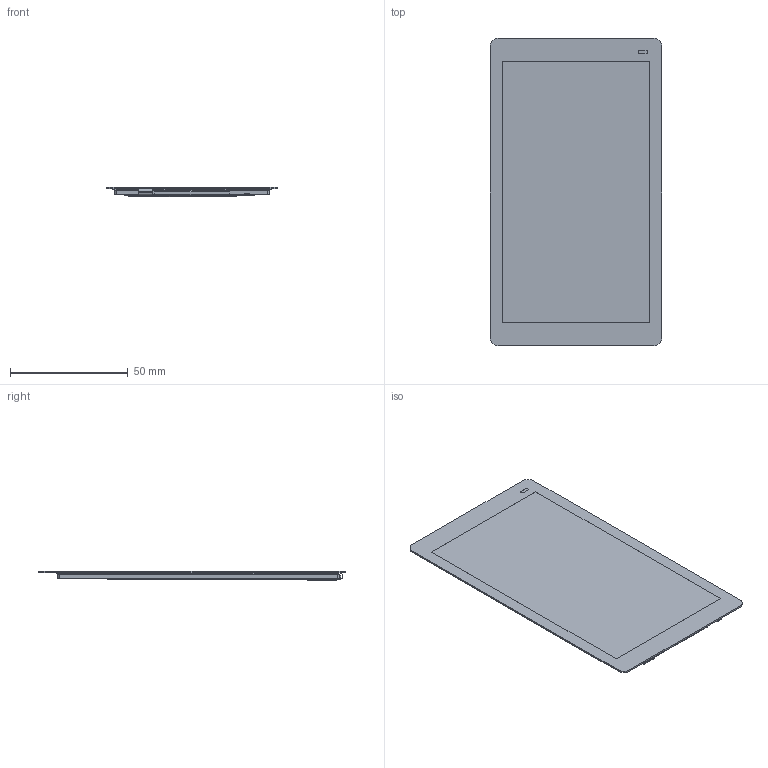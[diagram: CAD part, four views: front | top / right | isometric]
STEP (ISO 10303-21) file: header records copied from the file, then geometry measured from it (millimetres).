
FILE_DESCRIPTION((''),'2;1');
FILE_NAME('BREP_1-427','2025-05-28T11:19:58',('lishuaijun5'),(''),'CREO PARAMETRIC BY PTC INC, 2020044','CREO PARAMETRIC BY PTC INC, 2020044','');
FILE_SCHEMA(('AUTOMOTIVE_DESIGN { 1 0 10303 214 1 1 1 1 }'));
Length unit declared in the file: millimetre
Products named in the file (1): BREP_1-427
Bounding box: 73 x 130.5 x 4.05 mm (x, y, z)
Volume: 25458.8 mm3; surface area: 24035.9 mm2
Topology: 1 solids, 1 shells, 141 faces, 399 edges, 264 vertices
Faces by surface type: plane 103, cylinder 38
Entity records: 4647 total; most frequent: CARTESIAN_POINT 828, ORIENTED_EDGE 798, DIRECTION 760, EDGE_CURVE 399, VECTOR 310, LINE 310, VERTEX_POINT 264, AXIS2_PLACEMENT_3D 225
